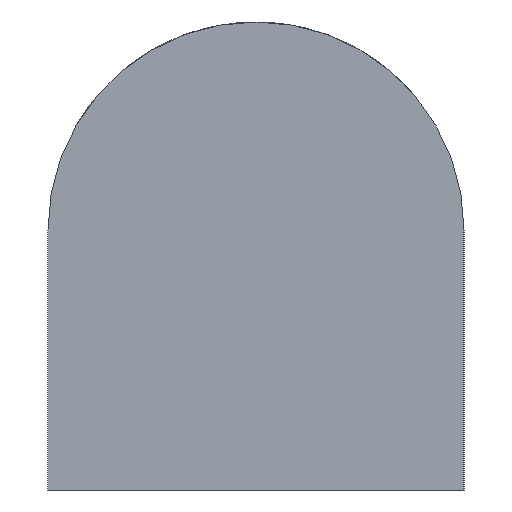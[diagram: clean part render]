
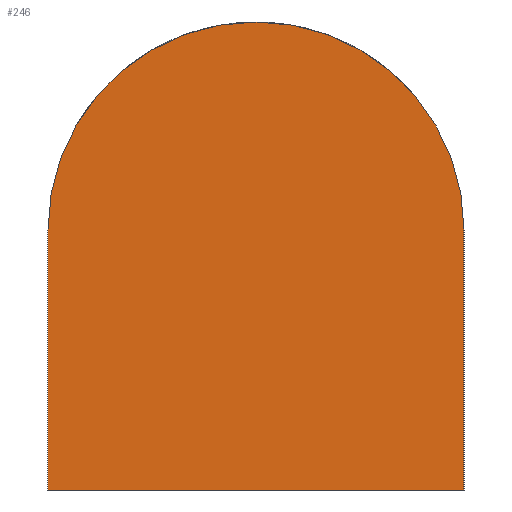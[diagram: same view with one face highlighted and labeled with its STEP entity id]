
A CAD part, left-side view. The second image highlights one B-rep face of the part: STEP entity #246.
In plain terms, the highlighted planar face has unit normal (-1, 0, 0).
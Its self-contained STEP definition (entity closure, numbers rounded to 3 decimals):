
#28=LINE('',#436,#45);
#31=LINE('',#442,#48);
#34=LINE('',#447,#51);
#45=VECTOR('',#334,10.);
#48=VECTOR('',#339,10.);
#51=VECTOR('',#344,10.);
#75=FACE_OUTER_BOUND('',#91,.T.);
#91=EDGE_LOOP('',(#214,#215,#216,#217));
#102=CIRCLE('',#270,4.);
#116=VERTEX_POINT('',#426);
#117=VERTEX_POINT('',#427);
#120=VERTEX_POINT('',#435);
#122=VERTEX_POINT('',#441);
#145=EDGE_CURVE('',#116,#117,#102,.T.);
#149=EDGE_CURVE('',#120,#116,#28,.T.);
#152=EDGE_CURVE('',#122,#120,#31,.T.);
#155=EDGE_CURVE('',#117,#122,#34,.T.);
#214=ORIENTED_EDGE('',*,*,#155,.F.);
#215=ORIENTED_EDGE('',*,*,#145,.F.);
#216=ORIENTED_EDGE('',*,*,#149,.F.);
#217=ORIENTED_EDGE('',*,*,#152,.F.);
#231=PLANE('',#275);
#246=ADVANCED_FACE('',(#75),#231,.T.);
#270=AXIS2_PLACEMENT_3D('',#428,#326,#327);
#275=AXIS2_PLACEMENT_3D('',#449,#346,#347);
#326=DIRECTION('center_axis',(1.,0.,0.));
#327=DIRECTION('ref_axis',(0.,1.,0.));
#334=DIRECTION('',(0.,0.,1.));
#339=DIRECTION('',(0.,1.,0.));
#344=DIRECTION('',(0.,0.,-1.));
#346=DIRECTION('center_axis',(-1.,0.,0.));
#347=DIRECTION('ref_axis',(0.,1.,0.));
#426=CARTESIAN_POINT('',(-39.026,3.,9.));
#427=CARTESIAN_POINT('',(-39.026,-5.,9.));
#428=CARTESIAN_POINT('Origin',(-39.026,-1.,9.));
#435=CARTESIAN_POINT('',(-39.026,3.,4.));
#436=CARTESIAN_POINT('',(-39.026,3.,9.));
#441=CARTESIAN_POINT('',(-39.026,-5.,4.));
#442=CARTESIAN_POINT('',(-39.026,-8.5,4.));
#447=CARTESIAN_POINT('',(-39.026,-5.,9.));
#449=CARTESIAN_POINT('Origin',(-39.026,-16.,9.));
